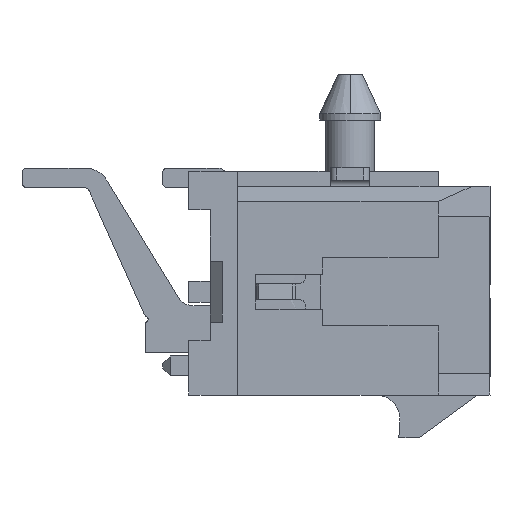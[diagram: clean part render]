
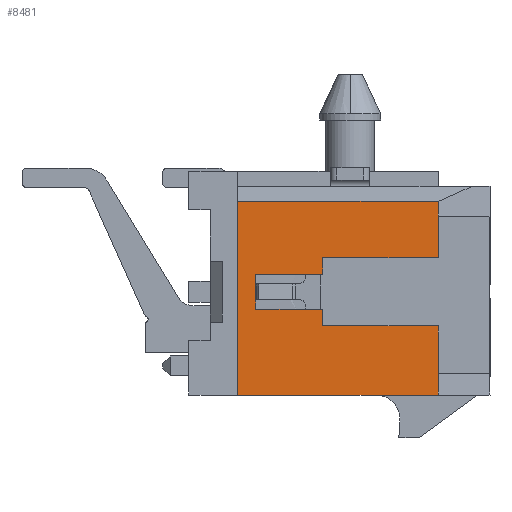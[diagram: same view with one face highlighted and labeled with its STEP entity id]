
A CAD part, left-side view. The second image highlights one B-rep face of the part: STEP entity #8481.
In plain terms, the highlighted planar face has unit normal (-1, 0, 0).
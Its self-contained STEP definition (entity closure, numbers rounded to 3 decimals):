
#3907=CARTESIAN_POINT('',(-8.843,-1.799,1.314));
#3908=VERTEX_POINT('',#3907);
#3933=CARTESIAN_POINT('',(-8.843,-1.799,1.795));
#3934=VERTEX_POINT('',#3933);
#3941=CARTESIAN_POINT('',(-8.843,-1.799,1.795));
#3942=DIRECTION('',(0.,0.,-1.));
#3943=VECTOR('',#3942,0.481);
#3944=LINE('',#3941,#3943);
#3945=EDGE_CURVE('',#3934,#3908,#3944,.T.);
#4171=CARTESIAN_POINT('',(-8.843,-1.799,-3.875));
#4172=VERTEX_POINT('',#4171);
#5605=CARTESIAN_POINT('',(-8.843,4.211,-0.6));
#5606=VERTEX_POINT('',#5605);
#5613=CARTESIAN_POINT('',(-8.843,4.211,-1.75));
#5614=VERTEX_POINT('',#5613);
#5615=CARTESIAN_POINT('',(-8.843,4.211,-0.6));
#5616=DIRECTION('',(0.,0.,-1.));
#5617=VECTOR('',#5616,1.15);
#5618=LINE('',#5615,#5617);
#5619=EDGE_CURVE('',#5606,#5614,#5618,.T.);
#5641=CARTESIAN_POINT('',(-8.843,2.011,-1.75));
#5642=VERTEX_POINT('',#5641);
#5643=CARTESIAN_POINT('',(-8.843,4.211,-1.75));
#5644=DIRECTION('',(0.,-1.,0.));
#5645=VECTOR('',#5644,2.2);
#5646=LINE('',#5643,#5645);
#5647=EDGE_CURVE('',#5614,#5642,#5646,.T.);
#5665=CARTESIAN_POINT('',(-8.843,2.011,-2.3));
#5666=VERTEX_POINT('',#5665);
#5667=CARTESIAN_POINT('',(-8.843,2.011,-1.75));
#5668=DIRECTION('',(0.,0.,-1.));
#5669=VECTOR('',#5668,0.55);
#5670=LINE('',#5667,#5669);
#5671=EDGE_CURVE('',#5642,#5666,#5670,.T.);
#5688=CARTESIAN_POINT('',(-8.843,4.811,-4.575));
#5689=VERTEX_POINT('',#5688);
#5690=CARTESIAN_POINT('',(-8.843,4.811,1.795));
#5691=VERTEX_POINT('',#5690);
#5692=CARTESIAN_POINT('',(-8.843,4.811,-4.575));
#5693=DIRECTION('',(0.,0.,1.));
#5694=VECTOR('',#5693,6.37);
#5695=LINE('',#5692,#5694);
#5696=EDGE_CURVE('',#5689,#5691,#5695,.T.);
#5744=CARTESIAN_POINT('',(-8.843,-1.799,-4.575));
#5745=VERTEX_POINT('',#5744);
#5746=CARTESIAN_POINT('',(-8.843,-1.799,-3.875));
#5747=DIRECTION('',(0.,0.,-1.));
#5748=VECTOR('',#5747,0.7);
#5749=LINE('',#5746,#5748);
#5750=EDGE_CURVE('',#4172,#5745,#5749,.T.);
#7434=CARTESIAN_POINT('',(-8.843,2.011,-0.05));
#7435=VERTEX_POINT('',#7434);
#7460=CARTESIAN_POINT('',(-8.843,-1.799,-0.05));
#7461=VERTEX_POINT('',#7460);
#7468=CARTESIAN_POINT('',(-8.843,-1.799,-0.05));
#7469=DIRECTION('',(0.,1.,0.));
#7470=VECTOR('',#7469,3.81);
#7471=LINE('',#7468,#7470);
#7472=EDGE_CURVE('',#7461,#7435,#7471,.T.);
#7490=CARTESIAN_POINT('',(-8.843,-1.799,1.314));
#7491=DIRECTION('',(0.,0.,-1.));
#7492=VECTOR('',#7491,1.364);
#7493=LINE('',#7490,#7492);
#7494=EDGE_CURVE('',#3908,#7461,#7493,.T.);
#7513=CARTESIAN_POINT('',(-8.843,-1.799,-2.3));
#7514=VERTEX_POINT('',#7513);
#7521=CARTESIAN_POINT('',(-8.843,-1.799,-2.3));
#7522=DIRECTION('',(0.,0.,-1.));
#7523=VECTOR('',#7522,1.575);
#7524=LINE('',#7521,#7523);
#7525=EDGE_CURVE('',#7514,#4172,#7524,.T.);
#7551=CARTESIAN_POINT('',(-8.843,2.011,-2.3));
#7552=DIRECTION('',(0.,-1.,0.));
#7553=VECTOR('',#7552,3.81);
#7554=LINE('',#7551,#7553);
#7555=EDGE_CURVE('',#5666,#7514,#7554,.T.);
#7972=CARTESIAN_POINT('',(-8.843,2.011,-0.6));
#7973=VERTEX_POINT('',#7972);
#7980=CARTESIAN_POINT('',(-8.843,2.011,-0.6));
#7981=DIRECTION('',(0.,1.,0.));
#7982=VECTOR('',#7981,2.2);
#7983=LINE('',#7980,#7982);
#7984=EDGE_CURVE('',#7973,#5606,#7983,.T.);
#7997=CARTESIAN_POINT('',(-8.843,2.011,-0.05));
#7998=DIRECTION('',(0.,0.,-1.));
#7999=VECTOR('',#7998,0.55);
#8000=LINE('',#7997,#7999);
#8001=EDGE_CURVE('',#7435,#7973,#8000,.T.);
#8450=CARTESIAN_POINT('',(-8.843,-1.799,-4.575));
#8451=DIRECTION('',(0.,1.,0.));
#8452=DIRECTION('',(-1.,0.,0.));
#8453=AXIS2_PLACEMENT_3D('',#8450,#8452,#8451);
#8454=PLANE('',#8453);
#8455=ORIENTED_EDGE('',*,*,#7472,.F.);
#8456=ORIENTED_EDGE('',*,*,#7494,.F.);
#8457=ORIENTED_EDGE('',*,*,#3945,.F.);
#8458=CARTESIAN_POINT('',(-8.843,-1.799,1.795));
#8459=DIRECTION('',(0.,1.,0.));
#8460=VECTOR('',#8459,6.61);
#8461=LINE('',#8458,#8460);
#8462=EDGE_CURVE('',#3934,#5691,#8461,.T.);
#8463=ORIENTED_EDGE('',*,*,#8462,.T.);
#8464=ORIENTED_EDGE('',*,*,#5696,.F.);
#8465=CARTESIAN_POINT('',(-8.843,4.811,-4.575));
#8466=DIRECTION('',(0.,-1.,0.));
#8467=VECTOR('',#8466,6.61);
#8468=LINE('',#8465,#8467);
#8469=EDGE_CURVE('',#5689,#5745,#8468,.T.);
#8470=ORIENTED_EDGE('',*,*,#8469,.T.);
#8471=ORIENTED_EDGE('',*,*,#5750,.F.);
#8472=ORIENTED_EDGE('',*,*,#7525,.F.);
#8473=ORIENTED_EDGE('',*,*,#7555,.F.);
#8474=ORIENTED_EDGE('',*,*,#5671,.F.);
#8475=ORIENTED_EDGE('',*,*,#5647,.F.);
#8476=ORIENTED_EDGE('',*,*,#5619,.F.);
#8477=ORIENTED_EDGE('',*,*,#7984,.F.);
#8478=ORIENTED_EDGE('',*,*,#8001,.F.);
#8479=EDGE_LOOP('',(#8455,#8456,#8457,#8463,#8464,#8470,#8471,#8472,#8473,#8474,#8475,#8476,#8477,#8478));
#8480=FACE_OUTER_BOUND('',#8479,.T.);
#8481=ADVANCED_FACE('',(#8480),#8454,.T.);
